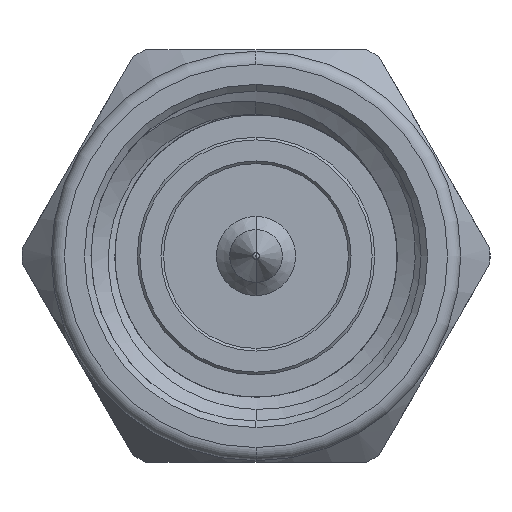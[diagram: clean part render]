
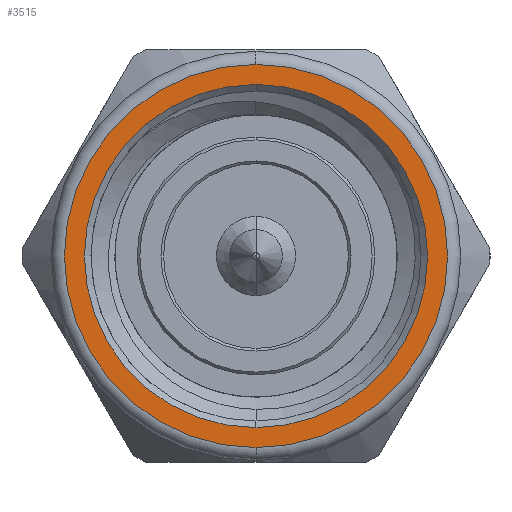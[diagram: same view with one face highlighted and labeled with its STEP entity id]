
A CAD part, left-side view. The second image highlights one B-rep face of the part: STEP entity #3515.
In plain terms, the highlighted planar face has unit normal (-1, 0, 0).
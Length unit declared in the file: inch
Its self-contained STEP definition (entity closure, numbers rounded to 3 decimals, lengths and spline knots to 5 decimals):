
#33 = EDGE_CURVE ( 'NONE', #9728, #6409, #2282, .T. ) ;
#139 = PLANE ( 'NONE',  #9323 ) ;
#293 = CIRCLE ( 'NONE', #9411, 0.13 ) ;
#545 = EDGE_LOOP ( 'NONE', ( #5398, #5668 ) ) ;
#657 = CARTESIAN_POINT ( 'NONE',  ( 0., 0., 0.14514 ) ) ;
#1378 = EDGE_CURVE ( 'NONE', #10123, #8043, #293, .T. ) ;
#1905 = DIRECTION ( 'NONE',  ( 1., 0., 0. ) ) ;
#2282 = CIRCLE ( 'NONE', #5068, 0.14514 ) ;
#2814 = DIRECTION ( 'NONE',  ( 0., 0., -1. ) ) ;
#2913 = DIRECTION ( 'NONE',  ( -1., 0., 0. ) ) ;
#3515 = ADVANCED_FACE ( 'NONE', ( #6126, #8202 ), #139, .F. ) ;
#3926 = DIRECTION ( 'NONE',  ( 1., 0., 0. ) ) ;
#4076 = DIRECTION ( 'NONE',  ( 1., 0., 0. ) ) ;
#4188 = CIRCLE ( 'NONE', #9878, 0.14514 ) ;
#5068 = AXIS2_PLACEMENT_3D ( 'NONE', #6574, #6714, #9035 ) ;
#5349 = DIRECTION ( 'NONE',  ( 0., 0., -1. ) ) ;
#5369 = ORIENTED_EDGE ( 'NONE', *, *, #33, .T. ) ;
#5398 = ORIENTED_EDGE ( 'NONE', *, *, #7741, .T. ) ;
#5668 = ORIENTED_EDGE ( 'NONE', *, *, #1378, .T. ) ;
#5774 = CARTESIAN_POINT ( 'NONE',  ( 0., 0., 0. ) ) ;
#5892 = EDGE_LOOP ( 'NONE', ( #5369, #8469 ) ) ;
#6126 = FACE_BOUND ( 'NONE', #545, .T. ) ;
#6409 = VERTEX_POINT ( 'NONE', #657 ) ;
#6574 = CARTESIAN_POINT ( 'NONE',  ( 0., 0., 0. ) ) ;
#6714 = DIRECTION ( 'NONE',  ( -1., 0., 0. ) ) ;
#7026 = CARTESIAN_POINT ( 'NONE',  ( 0., 0., 0. ) ) ;
#7089 = DIRECTION ( 'NONE',  ( 0., 0., -1. ) ) ;
#7494 = CARTESIAN_POINT ( 'NONE',  ( 0., 0., -0.14514 ) ) ;
#7551 = CIRCLE ( 'NONE', #9854, 0.13 ) ;
#7697 = CARTESIAN_POINT ( 'NONE',  ( 0., 0., 0. ) ) ;
#7741 = EDGE_CURVE ( 'NONE', #8043, #10123, #7551, .T. ) ;
#8043 = VERTEX_POINT ( 'NONE', #9967 ) ;
#8202 = FACE_OUTER_BOUND ( 'NONE', #5892, .T. ) ;
#8469 = ORIENTED_EDGE ( 'NONE', *, *, #9175, .T. ) ;
#8728 = CARTESIAN_POINT ( 'NONE',  ( 0., 0., 0. ) ) ;
#8813 = CARTESIAN_POINT ( 'NONE',  ( 0., 0., -0.13 ) ) ;
#9035 = DIRECTION ( 'NONE',  ( 0., 0., -1. ) ) ;
#9175 = EDGE_CURVE ( 'NONE', #6409, #9728, #4188, .T. ) ;
#9323 = AXIS2_PLACEMENT_3D ( 'NONE', #7026, #3926, #7089 ) ;
#9411 = AXIS2_PLACEMENT_3D ( 'NONE', #5774, #1905, #2814 ) ;
#9570 = DIRECTION ( 'NONE',  ( 0., 0., -1. ) ) ;
#9728 = VERTEX_POINT ( 'NONE', #7494 ) ;
#9854 = AXIS2_PLACEMENT_3D ( 'NONE', #8728, #4076, #9570 ) ;
#9878 = AXIS2_PLACEMENT_3D ( 'NONE', #7697, #2913, #5349 ) ;
#9967 = CARTESIAN_POINT ( 'NONE',  ( 0., 0., 0.13 ) ) ;
#10123 = VERTEX_POINT ( 'NONE', #8813 ) ;
